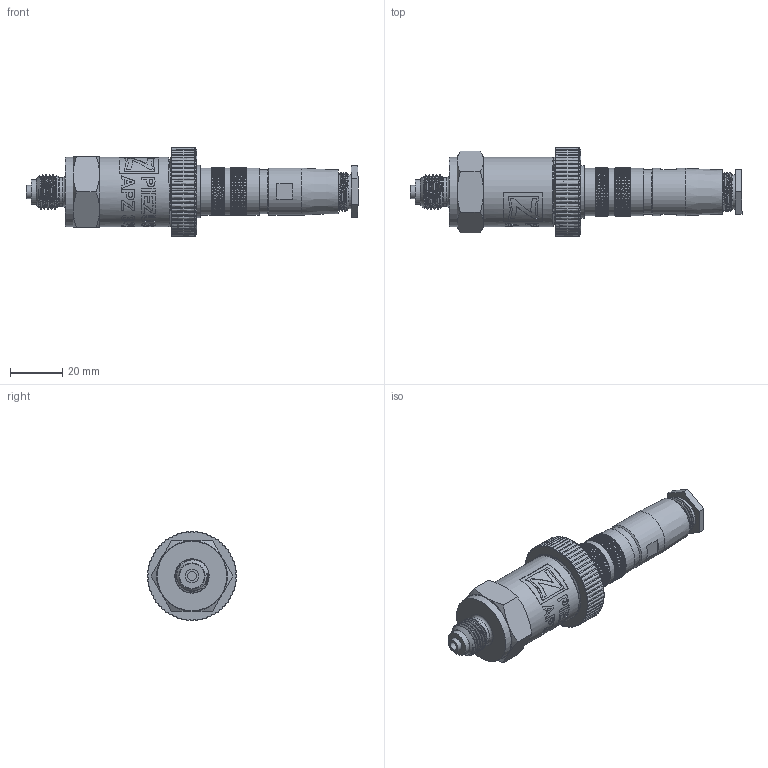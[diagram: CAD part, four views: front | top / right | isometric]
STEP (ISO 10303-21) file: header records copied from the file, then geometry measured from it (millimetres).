
FILE_DESCRIPTION(/* description */ (''),/* implementation_level */ '2;1');
FILE_NAME(/* name */ 'APZ3230_8_Binder723.step',/* time_stamp */ '2021-06-25T12:12:24+03:00',/* author */ (''),/* organization */ (''),/* preprocessor_version */ 'ST-DEVELOPER v18.1',/* originating_system */ 'Autodesk Translation Framework v10.9.0.1377',/* authorisation */ '');
FILE_SCHEMA (('AUTOMOTIVE_DESIGN { 1 0 10303 214 3 1 1 }'));
Products named in the file (7): АПЗ 3420 в.2; G 1/4 EN; OMAL nut M27x1.5 v8; Ш100.000.005 v4; Binder 723 assembly v4; Binder 723 female v10; Binder 723 male v8
Assembly tree (6 placements, depth 3):
  АПЗ 3420 в.2
    G 1/4 EN
    OMAL nut M27x1.5 v8
    Ш100.000.005 v4
    Binder 723 assembly v4
      Binder 723 female v10
      Binder 723 male v8
Bounding box: 126.58 x 34 x 34 mm (x, y, z)
Volume: 45984.9 mm3; surface area: 20175.1 mm2
Topology: 7 solids, 7 shells, 3521 faces, 8921 edges, 5837 vertices
Faces by surface type: plane 2151, cylinder 614, bspline 452, cone 301, torus 3
Full cylindrical faces by diameter (mm): 1 x15, 1.5 x5, 3.3 x1, 5 x1, 9.5 x1, 10 x1, 11 x1, 11.445 x4, 11.8 x1, 12 x1, 13 x1, 13.5 x1, 13.741 x3, 14.884 x2, 15.044 x5, 15.2 x1, 15.908 x4, 16.8 x1, 17.044 x7, 17.283 x6, 17.6 x1, 17.908 x7, 18 x4, 18.124 x7, 18.161 x2, 20 x1, 21.4 x2, 22.3 x1, 22.4 x1, 24.5 x1
Entity records: 132759 total; most frequent: CARTESIAN_POINT 48742, ORIENTED_EDGE 17842, DIRECTION 17822, EDGE_CURVE 8921, AXIS2_PLACEMENT_3D 7686, VERTEX_POINT 5837, EDGE_LOOP 3950, ELLIPSE 3870
